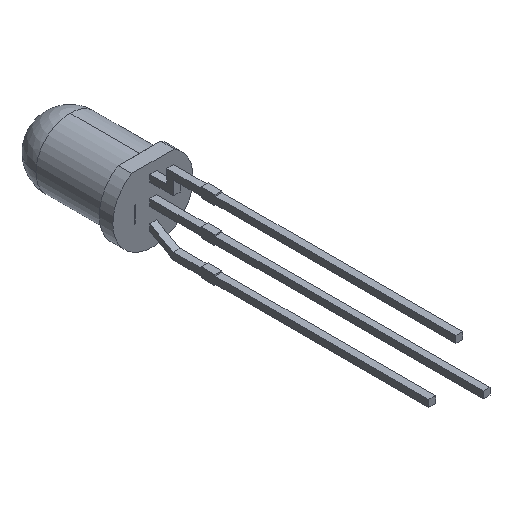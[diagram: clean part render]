
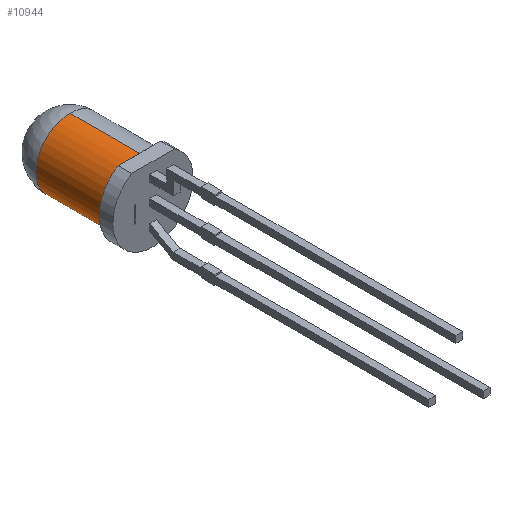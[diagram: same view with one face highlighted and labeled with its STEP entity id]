
A CAD part, isometric view. The second image highlights one B-rep face of the part: STEP entity #10944.
In plain terms, the highlighted cylindrical face has radius 2.5 mm (diameter 5 mm), a partial arc.
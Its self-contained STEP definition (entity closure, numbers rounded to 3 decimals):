
#1299 = LINE ( 'NONE', #1300, #1468 ) ;
#1300 = CARTESIAN_POINT ( 'NONE',  ( 0., 0., 2.5 ) ) ;
#1301 = DIRECTION ( 'NONE',  ( 0., -1., 0. ) ) ;
#1468 = VECTOR ( 'NONE', #1301, 1000. ) ;
#2900 = CARTESIAN_POINT ( 'NONE',  ( 0., 5.1, 0. ) ) ;
#2905 = DIRECTION ( 'NONE',  ( 0., -1., 0. ) ) ;
#2907 = DIRECTION ( 'NONE',  ( 0., 0., -1. ) ) ;
#3477 = EDGE_CURVE ( 'NONE', #5535, #5534, #10454, .T. ) ;
#3628 = VECTOR ( 'NONE', #10456, 1000. ) ;
#4601 = CARTESIAN_POINT ( 'NONE',  ( 0., 5.1, 0. ) ) ;
#4602 = DIRECTION ( 'NONE',  ( 0., -1., 0. ) ) ;
#4603 = DIRECTION ( 'NONE',  ( 0., 0., -1. ) ) ;
#4604 = CARTESIAN_POINT ( 'NONE',  ( 0., 0., 0. ) ) ;
#4605 = DIRECTION ( 'NONE',  ( 0., -1., 0. ) ) ;
#4606 = DIRECTION ( 'NONE',  ( 0., 0., -1. ) ) ;
#5527 = VERTEX_POINT ( 'NONE', #6655 ) ;
#5530 = VERTEX_POINT ( 'NONE', #6658 ) ;
#5532 = VERTEX_POINT ( 'NONE', #6660 ) ;
#5534 = VERTEX_POINT ( 'NONE', #6662 ) ;
#5535 = VERTEX_POINT ( 'NONE', #6663 ) ;
#5818 = EDGE_LOOP ( 'NONE', ( #10271, #10272, #10273, #10270, #10274 ) ) ;
#6655 = CARTESIAN_POINT ( 'NONE',  ( 0., 5.1, 2.5 ) ) ;
#6658 = CARTESIAN_POINT ( 'NONE',  ( 0., 0., 2.5 ) ) ;
#6660 = CARTESIAN_POINT ( 'NONE',  ( -2.5, 5.1, 0. ) ) ;
#6662 = CARTESIAN_POINT ( 'NONE',  ( 0., 0., -2.5 ) ) ;
#6663 = CARTESIAN_POINT ( 'NONE',  ( 0., 5.1, -2.5 ) ) ;
#7654 = EDGE_CURVE ( 'NONE', #5532, #5535, #7758, .T. ) ;
#7655 = EDGE_CURVE ( 'NONE', #5530, #5534, #7756, .T. ) ;
#7756 = CIRCLE ( 'NONE', #8228, 2.5 ) ;
#7758 = CIRCLE ( 'NONE', #8252, 2.5 ) ;
#7791 = CIRCLE ( 'NONE', #8682, 2.5 ) ;
#7974 = EDGE_CURVE ( 'NONE', #5527, #5532, #7791, .T. ) ;
#8228 = AXIS2_PLACEMENT_3D ( 'NONE', #4604, #4605, #4606 ) ;
#8252 = AXIS2_PLACEMENT_3D ( 'NONE', #4601, #4602, #4603 ) ;
#8682 = AXIS2_PLACEMENT_3D ( 'NONE', #2900, #2905, #2907 ) ;
#10270 = ORIENTED_EDGE ( 'NONE', *, *, #3477, .T. ) ;
#10271 = ORIENTED_EDGE ( 'NONE', *, *, #11056, .F. ) ;
#10272 = ORIENTED_EDGE ( 'NONE', *, *, #7974, .T. ) ;
#10273 = ORIENTED_EDGE ( 'NONE', *, *, #7654, .T. ) ;
#10274 = ORIENTED_EDGE ( 'NONE', *, *, #7655, .F. ) ;
#10454 = LINE ( 'NONE', #10455, #3628 ) ;
#10455 = CARTESIAN_POINT ( 'NONE',  ( 0., 0., -2.5 ) ) ;
#10456 = DIRECTION ( 'NONE',  ( 0., -1., 0. ) ) ;
#10944 = ADVANCED_FACE ( 'NONE', ( #11928 ), #11934, .T. ) ;
#11056 = EDGE_CURVE ( 'NONE', #5527, #5530, #1299, .T. ) ;
#11349 = CARTESIAN_POINT ( 'NONE',  ( 0., 0., 0. ) ) ;
#11350 = DIRECTION ( 'NONE',  ( 0., -1., 0. ) ) ;
#11351 = DIRECTION ( 'NONE',  ( 0., 0., -1. ) ) ;
#11915 = AXIS2_PLACEMENT_3D ( 'NONE', #11349, #11350, #11351 ) ;
#11928 = FACE_OUTER_BOUND ( 'NONE', #5818, .T. ) ;
#11934 = CYLINDRICAL_SURFACE ( 'NONE', #11915, 2.5 ) ;
